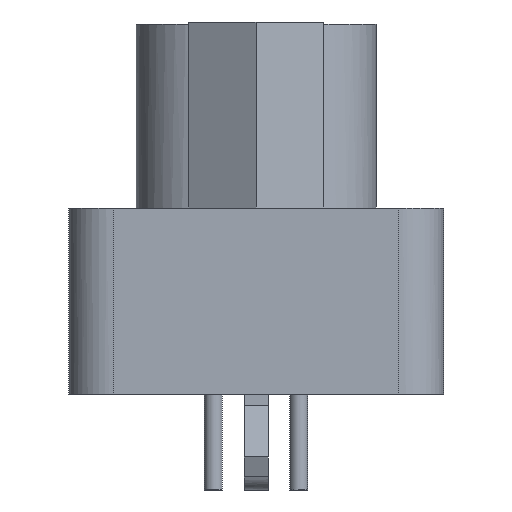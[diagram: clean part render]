
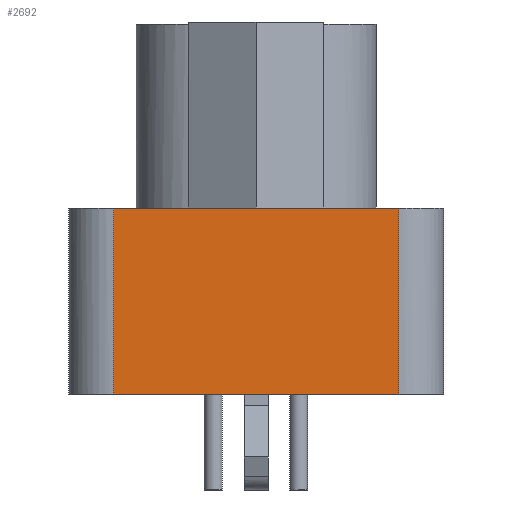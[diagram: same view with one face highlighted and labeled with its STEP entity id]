
A CAD part, left-side view. The second image highlights one B-rep face of the part: STEP entity #2692.
In plain terms, the highlighted free-form (B-spline) face has degree [1, 1] with [2, 2] control points.
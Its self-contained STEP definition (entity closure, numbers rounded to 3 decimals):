
#2626=CARTESIAN_POINT('V30',(-15.6,4.75,
   0.0));
#2627=VERTEX_POINT('V30',#2626);
#2642=CARTESIAN_POINT('V57',(-15.6,4.75,
   -6.2));
#2643=VERTEX_POINT('V57',#2642);
#2657=CARTESIAN_POINT('E79',(-15.6,4.75,
   0.0));
#2658=CARTESIAN_POINT('E79',(-15.6,4.75,
   -6.2));
#2659=QUASI_UNIFORM_CURVE('E79',1,(#2657,#2658),.POLYLINE_FORM.,.F.,
   .U.);
#2660=EDGE_CURVE('E79',#2627,#2643,#2659,.T.);
#2665=CARTESIAN_POINT('F32',(-15.6,-4.75,
   0.0));
#2666=CARTESIAN_POINT('F32',(-15.6,4.75,
   0.0));
#2667=CARTESIAN_POINT('F32',(-15.6,-4.75,
   -6.2));
#2668=CARTESIAN_POINT('F32',(-15.6,4.75,
   -6.2));
#2669=B_SPLINE_SURFACE_WITH_KNOTS('F32',1,1,((#2665,#2667),(#2666,
   #2668)),.PLANE_SURF.,.F.,.F.,.U.,(2,2),(2,2),(0.0,
   1.532),(0.0,1.0),.UNSPECIFIED.);
#2670=CARTESIAN_POINT('V31',(-15.6,-4.75,
   0.0));
#2671=VERTEX_POINT('V31',#2670);
#2672=CARTESIAN_POINT('E42',(-15.6,-4.75,
   0.0));
#2673=CARTESIAN_POINT('E42',(-15.6,4.75,
   0.0));
#2674=B_SPLINE_CURVE_WITH_KNOTS('E42',1,(#2672,#2673),
   .POLYLINE_FORM.,.F.,.U.,(2,2),(0.0,1.532),
   .UNSPECIFIED.);
#2675=EDGE_CURVE('E42',#2671,#2627,#2674,.T.);
#2676=ORIENTED_EDGE('E42',*,*,#2675,.T.);
#2677=ORIENTED_EDGE('F31',*,*,#2660,.T.);
#2678=CARTESIAN_POINT('V58',(-15.6,-4.75,
   -6.2));
#2679=VERTEX_POINT('V58',#2678);
#2680=CARTESIAN_POINT('E80',(-15.6,4.75,
   -6.2));
#2681=CARTESIAN_POINT('E80',(-15.6,-4.75,
   -6.2));
#2682=B_SPLINE_CURVE_WITH_KNOTS('E80',1,(#2680,#2681),
   .POLYLINE_FORM.,.F.,.U.,(2,2),(0.0,1.532),
   .UNSPECIFIED.);
#2683=EDGE_CURVE('E80',#2643,#2679,#2682,.T.);
#2684=ORIENTED_EDGE('E80',*,*,#2683,.T.);
#2685=CARTESIAN_POINT('E81',(-15.6,-4.75,
   0.0));
#2686=CARTESIAN_POINT('E81',(-15.6,-4.75,
   -6.2));
#2687=B_SPLINE_CURVE_WITH_KNOTS('E81',1,(#2685,#2686),
   .POLYLINE_FORM.,.F.,.U.,(2,2),(0.0,2.067),
   .UNSPECIFIED.);
#2688=EDGE_CURVE('E81',#2671,#2679,#2687,.T.);
#2689=ORIENTED_EDGE('E81',*,*,#2688,.F.);
#2690=EDGE_LOOP('F32',(#2676,#2677,#2684,#2689));
#2691=FACE_OUTER_BOUND('F32',#2690,.T.);
#2692=ADVANCED_FACE('F32',(#2691),#2669,.T.);
